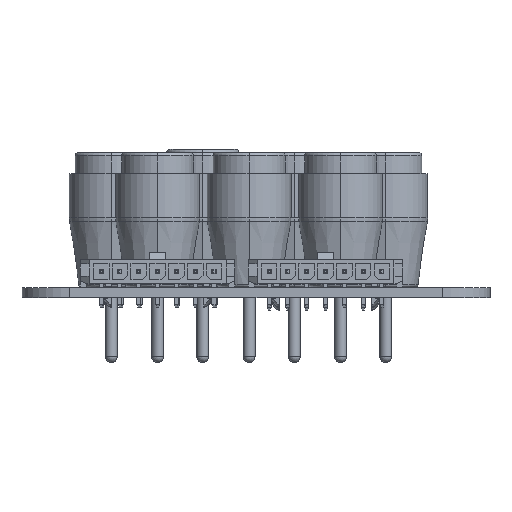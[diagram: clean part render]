
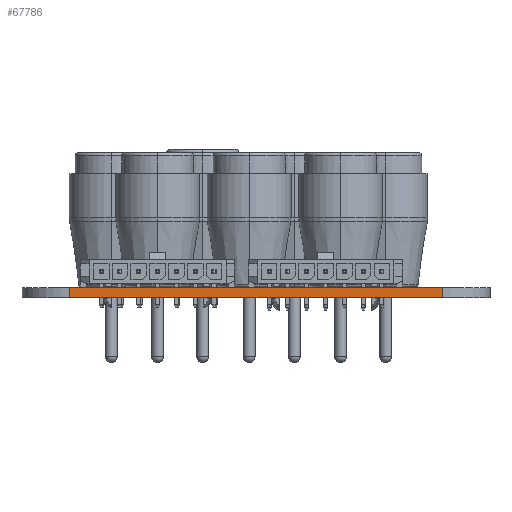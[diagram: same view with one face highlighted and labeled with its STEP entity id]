
A CAD part, left-side view. The second image highlights one B-rep face of the part: STEP entity #67786.
In plain terms, the highlighted planar face has unit normal (-1, 0, 0).
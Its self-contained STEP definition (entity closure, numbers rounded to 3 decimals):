
#67786 = ADVANCED_FACE('',(#67787),#67801,.F.);
#67787 = FACE_BOUND('',#67788,.F.);
#67788 = EDGE_LOOP('',(#67789,#67824,#67852,#67880));
#67789 = ORIENTED_EDGE('',*,*,#67790,.T.);
#67790 = EDGE_CURVE('',#67791,#67793,#67795,.T.);
#67791 = VERTEX_POINT('',#67792);
#67792 = CARTESIAN_POINT('',(122.428,-61.184,0.));
#67793 = VERTEX_POINT('',#67794);
#67794 = CARTESIAN_POINT('',(122.428,-61.184,1.6));
#67795 = SURFACE_CURVE('',#67796,(#67800,#67812),.PCURVE_S1.);
#67796 = LINE('',#67797,#67798);
#67797 = CARTESIAN_POINT('',(122.428,-61.184,0.));
#67798 = VECTOR('',#67799,1.);
#67799 = DIRECTION('',(0.,0.,1.));
#67800 = PCURVE('',#67801,#67806);
#67801 = PLANE('',#67802);
#67802 = AXIS2_PLACEMENT_3D('',#67803,#67804,#67805);
#67803 = CARTESIAN_POINT('',(122.428,-61.184,0.));
#67804 = DIRECTION('',(1.,0.,-0.));
#67805 = DIRECTION('',(0.,-1.,0.));
#67806 = DEFINITIONAL_REPRESENTATION('',(#67807),#67811);
#67807 = LINE('',#67808,#67809);
#67808 = CARTESIAN_POINT('',(0.,0.));
#67809 = VECTOR('',#67810,1.);
#67810 = DIRECTION('',(0.,-1.));
#67811 = ( GEOMETRIC_REPRESENTATION_CONTEXT(2) 
PARAMETRIC_REPRESENTATION_CONTEXT() REPRESENTATION_CONTEXT('2D SPACE',''
  ) );
#67812 = PCURVE('',#67813,#67818);
#67813 = CYLINDRICAL_SURFACE('',#67814,7.62);
#67814 = AXIS2_PLACEMENT_3D('',#67815,#67816,#67817);
#67815 = CARTESIAN_POINT('',(130.048,-61.184,0.));
#67816 = DIRECTION('',(-0.,-0.,-1.));
#67817 = DIRECTION('',(1.,0.,-0.));
#67818 = DEFINITIONAL_REPRESENTATION('',(#67819),#67823);
#67819 = LINE('',#67820,#67821);
#67820 = CARTESIAN_POINT('',(-3.142,0.));
#67821 = VECTOR('',#67822,1.);
#67822 = DIRECTION('',(-0.,-1.));
#67823 = ( GEOMETRIC_REPRESENTATION_CONTEXT(2) 
PARAMETRIC_REPRESENTATION_CONTEXT() REPRESENTATION_CONTEXT('2D SPACE',''
  ) );
#67824 = ORIENTED_EDGE('',*,*,#67825,.T.);
#67825 = EDGE_CURVE('',#67793,#67826,#67828,.T.);
#67826 = VERTEX_POINT('',#67827);
#67827 = CARTESIAN_POINT('',(122.428,-120.62,1.6));
#67828 = SURFACE_CURVE('',#67829,(#67833,#67840),.PCURVE_S1.);
#67829 = LINE('',#67830,#67831);
#67830 = CARTESIAN_POINT('',(122.428,-61.184,1.6));
#67831 = VECTOR('',#67832,1.);
#67832 = DIRECTION('',(0.,-1.,0.));
#67833 = PCURVE('',#67801,#67834);
#67834 = DEFINITIONAL_REPRESENTATION('',(#67835),#67839);
#67835 = LINE('',#67836,#67837);
#67836 = CARTESIAN_POINT('',(0.,-1.6));
#67837 = VECTOR('',#67838,1.);
#67838 = DIRECTION('',(1.,0.));
#67839 = ( GEOMETRIC_REPRESENTATION_CONTEXT(2) 
PARAMETRIC_REPRESENTATION_CONTEXT() REPRESENTATION_CONTEXT('2D SPACE',''
  ) );
#67840 = PCURVE('',#67841,#67846);
#67841 = PLANE('',#67842);
#67842 = AXIS2_PLACEMENT_3D('',#67843,#67844,#67845);
#67843 = CARTESIAN_POINT('',(169.628,-90.902,1.6));
#67844 = DIRECTION('',(0.,0.,1.));
#67845 = DIRECTION('',(1.,0.,-0.));
#67846 = DEFINITIONAL_REPRESENTATION('',(#67847),#67851);
#67847 = LINE('',#67848,#67849);
#67848 = CARTESIAN_POINT('',(-47.2,29.718));
#67849 = VECTOR('',#67850,1.);
#67850 = DIRECTION('',(0.,-1.));
#67851 = ( GEOMETRIC_REPRESENTATION_CONTEXT(2) 
PARAMETRIC_REPRESENTATION_CONTEXT() REPRESENTATION_CONTEXT('2D SPACE',''
  ) );
#67852 = ORIENTED_EDGE('',*,*,#67853,.F.);
#67853 = EDGE_CURVE('',#67854,#67826,#67856,.T.);
#67854 = VERTEX_POINT('',#67855);
#67855 = CARTESIAN_POINT('',(122.428,-120.62,0.));
#67856 = SURFACE_CURVE('',#67857,(#67861,#67868),.PCURVE_S1.);
#67857 = LINE('',#67858,#67859);
#67858 = CARTESIAN_POINT('',(122.428,-120.62,0.));
#67859 = VECTOR('',#67860,1.);
#67860 = DIRECTION('',(0.,0.,1.));
#67861 = PCURVE('',#67801,#67862);
#67862 = DEFINITIONAL_REPRESENTATION('',(#67863),#67867);
#67863 = LINE('',#67864,#67865);
#67864 = CARTESIAN_POINT('',(59.436,0.));
#67865 = VECTOR('',#67866,1.);
#67866 = DIRECTION('',(0.,-1.));
#67867 = ( GEOMETRIC_REPRESENTATION_CONTEXT(2) 
PARAMETRIC_REPRESENTATION_CONTEXT() REPRESENTATION_CONTEXT('2D SPACE',''
  ) );
#67868 = PCURVE('',#67869,#67874);
#67869 = CYLINDRICAL_SURFACE('',#67870,7.62);
#67870 = AXIS2_PLACEMENT_3D('',#67871,#67872,#67873);
#67871 = CARTESIAN_POINT('',(130.048,-120.62,0.));
#67872 = DIRECTION('',(-0.,-0.,-1.));
#67873 = DIRECTION('',(1.,0.,-0.));
#67874 = DEFINITIONAL_REPRESENTATION('',(#67875),#67879);
#67875 = LINE('',#67876,#67877);
#67876 = CARTESIAN_POINT('',(-3.142,0.));
#67877 = VECTOR('',#67878,1.);
#67878 = DIRECTION('',(-0.,-1.));
#67879 = ( GEOMETRIC_REPRESENTATION_CONTEXT(2) 
PARAMETRIC_REPRESENTATION_CONTEXT() REPRESENTATION_CONTEXT('2D SPACE',''
  ) );
#67880 = ORIENTED_EDGE('',*,*,#67881,.F.);
#67881 = EDGE_CURVE('',#67791,#67854,#67882,.T.);
#67882 = SURFACE_CURVE('',#67883,(#67887,#67894),.PCURVE_S1.);
#67883 = LINE('',#67884,#67885);
#67884 = CARTESIAN_POINT('',(122.428,-61.184,0.));
#67885 = VECTOR('',#67886,1.);
#67886 = DIRECTION('',(0.,-1.,0.));
#67887 = PCURVE('',#67801,#67888);
#67888 = DEFINITIONAL_REPRESENTATION('',(#67889),#67893);
#67889 = LINE('',#67890,#67891);
#67890 = CARTESIAN_POINT('',(0.,0.));
#67891 = VECTOR('',#67892,1.);
#67892 = DIRECTION('',(1.,0.));
#67893 = ( GEOMETRIC_REPRESENTATION_CONTEXT(2) 
PARAMETRIC_REPRESENTATION_CONTEXT() REPRESENTATION_CONTEXT('2D SPACE',''
  ) );
#67894 = PCURVE('',#67895,#67900);
#67895 = PLANE('',#67896);
#67896 = AXIS2_PLACEMENT_3D('',#67897,#67898,#67899);
#67897 = CARTESIAN_POINT('',(169.628,-90.902,0.));
#67898 = DIRECTION('',(0.,0.,1.));
#67899 = DIRECTION('',(1.,0.,-0.));
#67900 = DEFINITIONAL_REPRESENTATION('',(#67901),#67905);
#67901 = LINE('',#67902,#67903);
#67902 = CARTESIAN_POINT('',(-47.2,29.718));
#67903 = VECTOR('',#67904,1.);
#67904 = DIRECTION('',(0.,-1.));
#67905 = ( GEOMETRIC_REPRESENTATION_CONTEXT(2) 
PARAMETRIC_REPRESENTATION_CONTEXT() REPRESENTATION_CONTEXT('2D SPACE',''
  ) );
